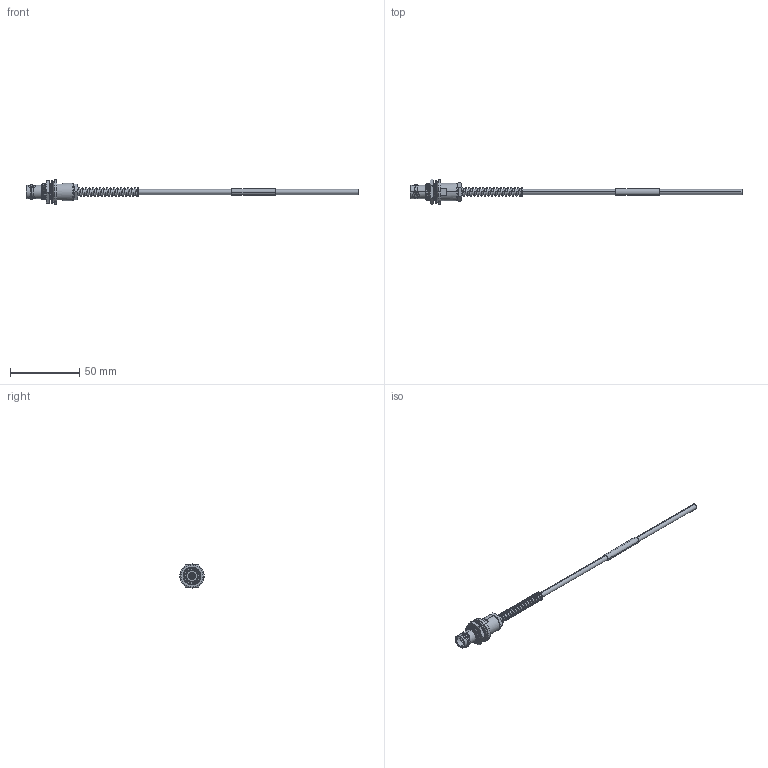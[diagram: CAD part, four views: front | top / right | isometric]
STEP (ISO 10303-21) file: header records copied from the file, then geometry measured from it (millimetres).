
FILE_DESCRIPTION (( 'STEP AP214' ), '1' );
FILE_NAME ('FM3MSA00489_3D.step', '2023-08-21T22:27:12', ( '' ), ( '' ), 'SwSTEP 2.0', 'SolidWorks 2022', '' );
FILE_SCHEMA (( 'AUTOMOTIVE_DESIGN' ));
Length unit declared in the file: inch
Products named in the file (10): Copy of 10-06577-XXX-MA6^Copy of 10-06577-XXX_FM3MSA00489; Copy of 10-06577-XXX-MA4^Copy of 10-06577-XXX_FM3MSA00489; Copy of 10-06577-XXX-MA1^Copy of 10-06577-XXX_FM3MSA00489; Copy of 10-06577-XXX-MA3^Copy of 10-06577-XXX_FM3MSA00489; Copy of 1AW01-003^FM3MSA00489_.182 ID x .75" long; Copy of 10-06577-XXX^FM3MSA00489_WITH S.R.; Copy of 10-06577-XXX-MA5^Copy of 10-06577-XXX_FM3MSA00489; Copy of 10-06577-XXX-MA7^Copy of 10-06577-XXX_FM3MSA00489_With Strain Relief; FM3MSA00489_3D; Copy of 30-02003^FM3MSA00489_8"
Assembly tree (9 placements, depth 3):
  FM3MSA00489_3D
    Copy of 30-02003^FM3MSA00489_8"
    Copy of 1AW01-003^FM3MSA00489_.182 ID x .75" long
    Copy of 10-06577-XXX^FM3MSA00489_WITH S.R.
      Copy of 10-06577-XXX-MA1^Copy of 10-06577-XXX_FM3MSA00489
      Copy of 10-06577-XXX-MA5^Copy of 10-06577-XXX_FM3MSA00489
      Copy of 10-06577-XXX-MA3^Copy of 10-06577-XXX_FM3MSA00489
      Copy of 10-06577-XXX-MA4^Copy of 10-06577-XXX_FM3MSA00489
      Copy of 10-06577-XXX-MA6^Copy of 10-06577-XXX_FM3MSA00489
      Copy of 10-06577-XXX-MA7^Copy of 10-06577-XXX_FM3MSA00489_With Strain Relief
Bounding box: 240.54 x 18.48 x 17.5 mm (x, y, z)
Volume: 5867.5 mm3; surface area: 8749 mm2
Topology: 8 solids, 8 shells, 342 faces, 877 edges, 564 vertices
Faces by surface type: cylinder 127, plane 100, cone 57, bspline 42, torus 16
Entity records: 33320 total; most frequent: CARTESIAN_POINT 24726, ORIENTED_EDGE 1750, DIRECTION 1522, EDGE_CURVE 875, AXIS2_PLACEMENT_3D 598, VERTEX_POINT 564, EDGE_LOOP 369, ADVANCED_FACE 342
